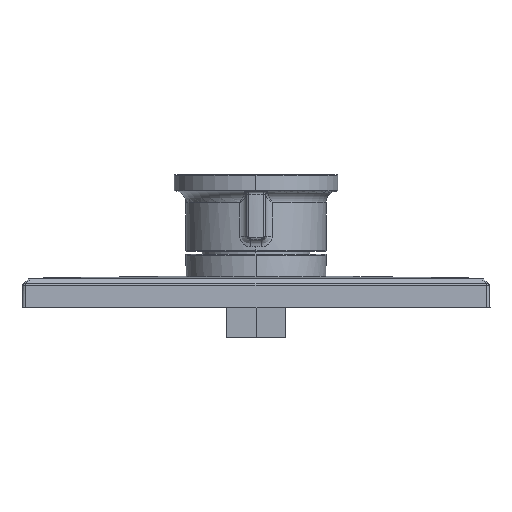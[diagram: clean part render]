
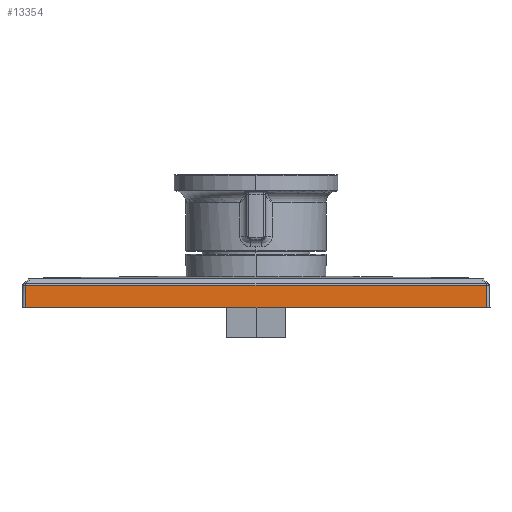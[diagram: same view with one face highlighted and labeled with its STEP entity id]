
A CAD part, front view. The second image highlights one B-rep face of the part: STEP entity #13354.
In plain terms, the highlighted planar face has unit normal (0, -0.999, 0.035).
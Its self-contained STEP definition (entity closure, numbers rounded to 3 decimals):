
#3828=DIRECTION('',(-1.,0.,0.));
#3829=VECTOR('',#3828,154.471);
#3830=CARTESIAN_POINT('',(77.235,-78.235,76.597));
#3831=LINE('',#3830,#3829);
#3836=DIRECTION('',(-1.,0.,0.));
#3837=VECTOR('',#3836,155.001);
#3838=CARTESIAN_POINT('',(77.501,-78.5,69.));
#3839=LINE('',#3838,#3837);
#3840=DIRECTION('',(-0.035,-0.035,-0.999));
#3841=VECTOR('',#3840,7.607);
#3842=CARTESIAN_POINT('',(-77.235,-78.235,
76.597));
#3843=LINE('',#3842,#3841);
#3844=DIRECTION('',(0.035,-0.035,-0.999));
#3845=VECTOR('',#3844,7.607);
#3846=CARTESIAN_POINT('',(77.235,-78.235,76.597));
#3847=LINE('',#3846,#3845);
#7049=CARTESIAN_POINT('',(77.235,-78.235,76.597));
#7050=VERTEX_POINT('',#7049);
#7051=CARTESIAN_POINT('',(77.501,-78.5,69.));
#7052=VERTEX_POINT('',#7051);
#7187=CARTESIAN_POINT('',(-77.235,-78.235,
76.597));
#7188=VERTEX_POINT('',#7187);
#7189=CARTESIAN_POINT('',(-77.501,-78.5,69.));
#7190=VERTEX_POINT('',#7189);
#13340=CARTESIAN_POINT('',(-81.3,-78.5,69.));
#13341=DIRECTION('',(0.,-0.999,0.035));
#13342=DIRECTION('',(-1.,0.,0.));
#13343=AXIS2_PLACEMENT_3D('',#13340,#13341,#13342);
#13344=PLANE('',#13343);
#13346=ORIENTED_EDGE('',*,*,#13345,.T.);
#13348=ORIENTED_EDGE('',*,*,#13347,.F.);
#13349=ORIENTED_EDGE('',*,*,#13323,.F.);
#13351=ORIENTED_EDGE('',*,*,#13350,.T.);
#13352=EDGE_LOOP('',(#13346,#13348,#13349,#13351));
#13353=FACE_OUTER_BOUND('',#13352,.F.);
#13323=EDGE_CURVE('',#7050,#7188,#3831,.T.);
#13345=EDGE_CURVE('',#7052,#7190,#3839,.T.);
#13347=EDGE_CURVE('',#7188,#7190,#3843,.T.);
#13350=EDGE_CURVE('',#7050,#7052,#3847,.T.);
#13354=ADVANCED_FACE('',(#13353),#13344,.T.);
